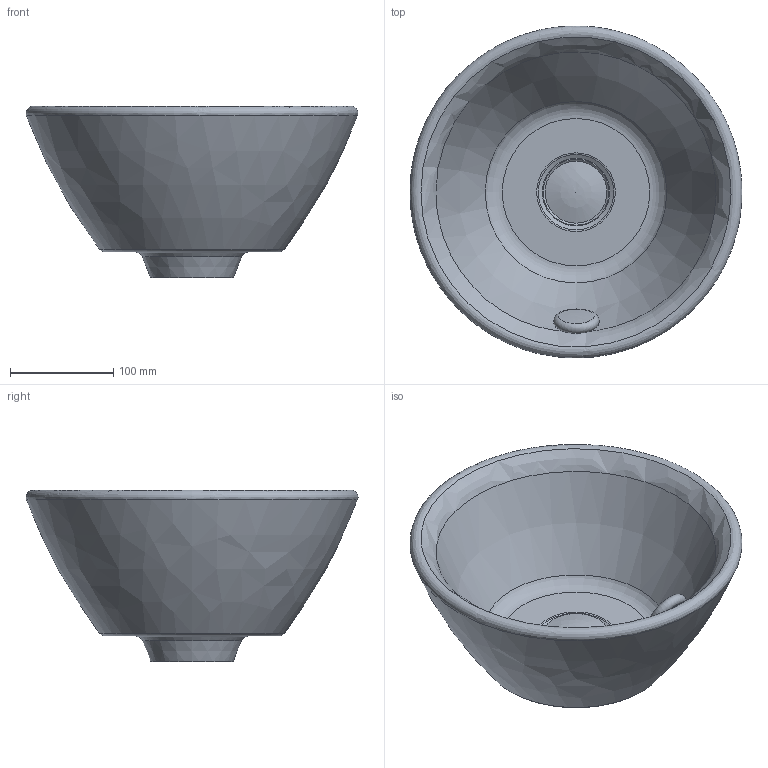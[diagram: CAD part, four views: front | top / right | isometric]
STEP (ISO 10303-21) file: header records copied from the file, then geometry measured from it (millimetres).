
FILE_DESCRIPTION((''),'2;1');
FILE_NAME('040833.stp','2008-02-05T11:54:50',('Huebner'),(''),'Autodesk Inventor 11','Autodesk Inventor 11','');
FILE_SCHEMA(('AUTOMOTIVE_DESIGN { 1 0 10303 214 1 1 1 1 }'));
Length unit declared in the file: millimetre
Products named in the file (5): 040833; Stopfen; Kelch; Verschluss_Ueberlauf1
Assembly tree (4 placements, depth 2):
  040833
    040833
    Stopfen
    Kelch
    Verschluss_Ueberlauf1
Bounding box: 321.5 x 321.5 x 166.19 mm (x, y, z)
Volume: 2835377.4 mm3; surface area: 318337.1 mm2
Topology: 4 solids, 4 shells, 57 faces, 132 edges, 84 vertices
Faces by surface type: plane 18, cylinder 15, bspline 10, torus 10, cone 4
Full cylindrical faces by diameter (mm): 15 x1, 25 x1, 34 x1, 42 x1, 44 x1, 52 x1, 60 x1
Entity records: 4662 total; most frequent: CARTESIAN_POINT 3412, DIRECTION 248, ORIENTED_EDGE 196, AXIS2_PLACEMENT_3D 108, EDGE_CURVE 98, EDGE_LOOP 87, VERTEX_POINT 75, FACE_OUTER_BOUND 57
